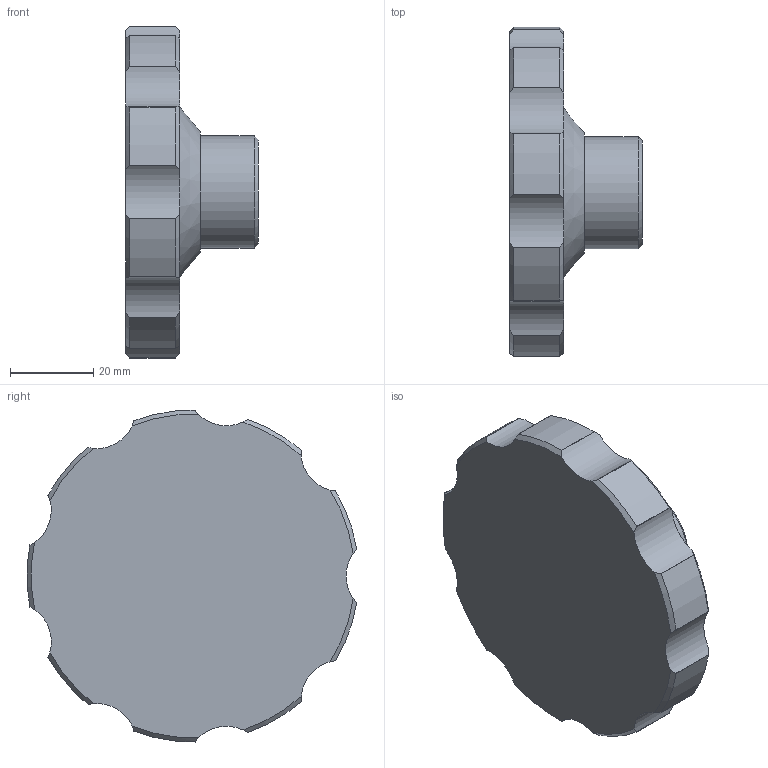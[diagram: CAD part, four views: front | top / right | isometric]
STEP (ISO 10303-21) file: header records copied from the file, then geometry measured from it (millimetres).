
FILE_DESCRIPTION(/* description */ (''),/* implementation_level */ '2;1');
FILE_NAME(/* name */ 'WA80.dxf',/* time_stamp */ '2012-11-23T18:27:41+08:00',/* author */ (''),/* organization */ (''),/* preprocessor_version */ 'ST-DEVELOPER v9',/* originating_system */ 'UGS - NX 4.0',/* authorisation */ '');
FILE_SCHEMA (('CONFIG_CONTROL_DESIGN'));
Length unit declared in the file: millimetre
Products named in the file (1): AdmiF402xrpz
Bounding box: 32 x 79.42 x 79.99 mm (x, y, z)
Volume: 74834.3 mm3; surface area: 14153.3 mm2
Topology: 1 solids, 1 shells, 61 faces, 170 edges, 113 vertices
Faces by surface type: plane 22, cone 20, cylinder 19
Full cylindrical faces by diameter (mm): 27 x1
Entity records: 2118 total; most frequent: CARTESIAN_POINT 558, ORIENTED_EDGE 334, DIRECTION 278, EDGE_CURVE 167, AXIS2_PLACEMENT_3D 121, VERTEX_POINT 113, B_SPLINE_CURVE_WITH_KNOTS 72, EDGE_LOOP 66
